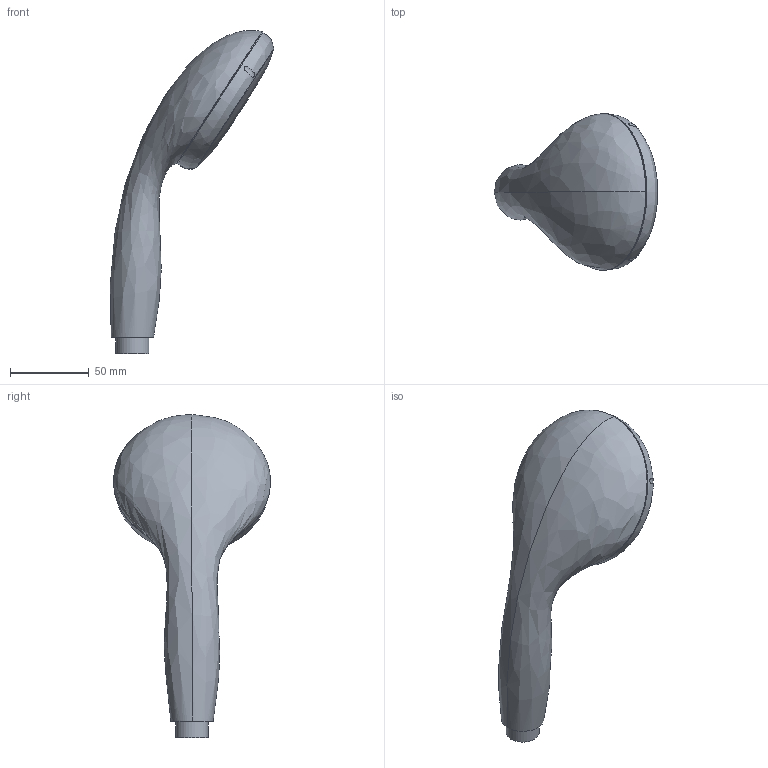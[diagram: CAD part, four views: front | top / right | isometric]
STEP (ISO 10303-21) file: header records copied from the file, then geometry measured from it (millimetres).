
FILE_DESCRIPTION(/* description */ ('Unknown'),/* implementation_level */ '2;1');
FILE_NAME(/* name */ '2759700E',/* time_stamp */ '2022-09-06T10:02:50+02:00',/* author */ ('Unknown'),/* organization */ ('GROHE AG'),/* preprocessor_version */ 'ST-DEVELOPER v16.7',/* originating_system */ 'DEX',/* authorisation */ $);
FILE_SCHEMA (('AUTOMOTIVE_DESIGN {1 0 10303 214 3 1 1}'));
Length unit declared in the file: millimetre
Products named in the file (5): 2759700E; id11; DF_REVOL; Housing; trim_sur
Assembly tree (4 placements, depth 2):
  2759700E
    id11
    DF_REVOL
    Housing
    trim_sur
Bounding box: 104.11 x 100.01 x 205.82 mm (x, y, z)
Surface area: 45441.4 mm2 (no closed solid volume)
Topology: 0 solids, 5 shells, 22 faces, 44 edges, 30 vertices
Faces by surface type: bspline 9, plane 5, cylinder 4, cone 2, torus 2
Full cylindrical faces by diameter (mm): 20.955 x1, 23.6 x1, 89.4 x1, 90.2 x1
Entity records: 2061 total; most frequent: CARTESIAN_POINT 1553, DIRECTION 66, ORIENTED_EDGE 53, FACE_BOUND 37, EDGE_LOOP 36, AXIS2_PLACEMENT_3D 33, EDGE_CURVE 30, VERTEX_POINT 27
